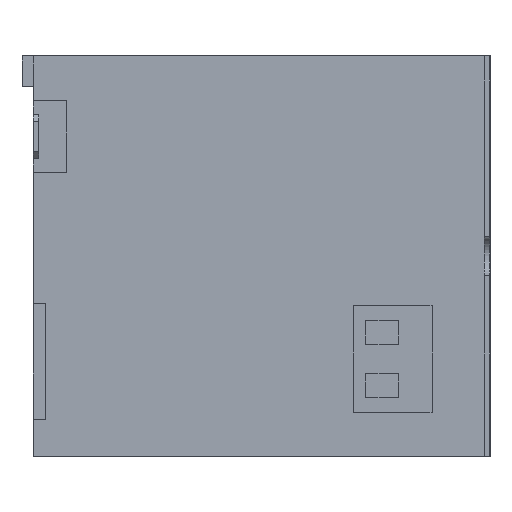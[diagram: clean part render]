
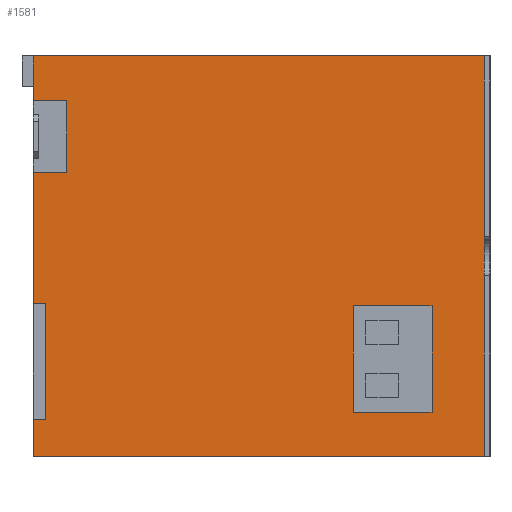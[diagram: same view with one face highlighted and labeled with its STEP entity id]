
A CAD part, left-side view. The second image highlights one B-rep face of the part: STEP entity #1581.
In plain terms, the highlighted planar face has unit normal (-1, 0, 0).
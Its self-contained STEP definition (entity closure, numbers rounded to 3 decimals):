
#17 = CARTESIAN_POINT ( 'NONE',  ( -65.25, 64.6, 28.65 ) ) ;
#41 = VECTOR ( 'NONE', #1034, 1000. ) ;
#76 = CARTESIAN_POINT ( 'NONE',  ( -65.25, 62.8, 11.95 ) ) ;
#112 = CARTESIAN_POINT ( 'NONE',  ( -65.25, 62.8, -23.35 ) ) ;
#121 = CARTESIAN_POINT ( 'NONE',  ( -65.25, 0., 28.65 ) ) ;
#238 = ORIENTED_EDGE ( 'NONE', *, *, #3624, .F. ) ;
#257 = CARTESIAN_POINT ( 'NONE',  ( -65.25, 62.8, -23.35 ) ) ;
#266 = LINE ( 'NONE', #4474, #5457 ) ;
#362 = CARTESIAN_POINT ( 'NONE',  ( -65.25, 7.5, -7.13 ) ) ;
#429 = CARTESIAN_POINT ( 'NONE',  ( -65.25, 7.5, -7.13 ) ) ;
#482 = ORIENTED_EDGE ( 'NONE', *, *, #3384, .F. ) ;
#562 = ORIENTED_EDGE ( 'NONE', *, *, #1437, .F. ) ;
#579 = EDGE_CURVE ( 'Defeature ausgef�hrt1_13+Defeature ausgef�hrt1_117+Defeature ausgef�hrt1_125+Defeature ausgef�hrt1_2', #6532, #2946, #5589, .T. ) ;
#776 = LINE ( 'NONE', #8099, #6965 ) ;
#855 = VERTEX_POINT ( 'NONE', #1964 ) ;
#877 = VECTOR ( 'NONE', #2864, 1000. ) ;
#901 = VECTOR ( 'NONE', #7444, 1000. ) ;
#915 = VECTOR ( 'NONE', #1643, 1000. ) ;
#967 = ORIENTED_EDGE ( 'NONE', *, *, #2349, .T. ) ;
#1034 = DIRECTION ( 'NONE',  ( 0., 1., 0. ) ) ;
#1037 = VERTEX_POINT ( 'NONE', #3523 ) ;
#1292 = EDGE_CURVE ( 'Defeature ausgef�hrt1_13+Defeature ausgef�hrt1_2+Defeature ausgef�hrt1_8+Defeature ausgef�hrt1_123', #7398, #7654, #7881, .T. ) ;
#1368 = ORIENTED_EDGE ( 'NONE', *, *, #8150, .F. ) ;
#1395 = EDGE_CURVE ( 'Defeature ausgef�hrt1_13+Defeature ausgef�hrt1_2+Defeature ausgef�hrt1_102+Defeature ausgef�hrt1_10', #5758, #5210, #3237, .T. ) ;
#1402 = CARTESIAN_POINT ( 'NONE',  ( -65.25, 64.6, -6.85 ) ) ;
#1437 = EDGE_CURVE ( 'Defeature ausgef�hrt1_136+Defeature ausgef�hrt1_13+Defeature ausgef�hrt1_13+Defeature ausgef�hrt1_13', #2929, #4605, #8315, .T. ) ;
#1562 = VECTOR ( 'NONE', #5541, 1000. ) ;
#1581 = ADVANCED_FACE ( 'Defeature ausgef�hrt1_13', ( #6328, #3662 ), #5936, .T. ) ;
#1643 = DIRECTION ( 'NONE',  ( 0., 1., 0. ) ) ;
#1717 = AXIS2_PLACEMENT_3D ( 'NONE', #2417, #5906, #6652 ) ;
#1760 = ORIENTED_EDGE ( 'NONE', *, *, #1395, .T. ) ;
#1882 = CARTESIAN_POINT ( 'NONE',  ( -65.25, 59.8, 11.95 ) ) ;
#1924 = CARTESIAN_POINT ( 'NONE',  ( -65.25, 64.6, -23.35 ) ) ;
#1928 = CARTESIAN_POINT ( 'NONE',  ( -65.25, 64.6, 22.25 ) ) ;
#1964 = CARTESIAN_POINT ( 'NONE',  ( -65.25, 0., 28.65 ) ) ;
#2160 = ORIENTED_EDGE ( 'NONE', *, *, #3245, .F. ) ;
#2343 = CARTESIAN_POINT ( 'NONE',  ( -65.25, 7.5, -22.37 ) ) ;
#2349 = EDGE_CURVE ( 'Defeature ausgef�hrt1_13+Defeature ausgef�hrt1_102+Defeature ausgef�hrt1_105+Defeature ausgef�hrt1_2', #6415, #5758, #8873, .T. ) ;
#2417 = CARTESIAN_POINT ( 'NONE',  ( -65.25, 64.6, 28.65 ) ) ;
#2656 = VERTEX_POINT ( 'NONE', #1402 ) ;
#2736 = ORIENTED_EDGE ( 'NONE', *, *, #3046, .T. ) ;
#2759 = EDGE_CURVE ( 'Defeature ausgef�hrt1_6+Defeature ausgef�hrt1_13+Defeature ausgef�hrt1_8+Defeature ausgef�hrt1_10', #855, #3264, #5875, .T. ) ;
#2818 = EDGE_CURVE ( 'Defeature ausgef�hrt1_13+Defeature ausgef�hrt1_10+Defeature ausgef�hrt1_2+Defeature ausgef�hrt1_6', #5210, #3264, #7642, .T. ) ;
#2864 = DIRECTION ( 'NONE',  ( 0., 0., 1. ) ) ;
#2929 = VERTEX_POINT ( 'NONE', #8650 ) ;
#2946 = VERTEX_POINT ( 'NONE', #8854 ) ;
#2955 = CARTESIAN_POINT ( 'NONE',  ( -65.25, 62.8, 22.25 ) ) ;
#3046 = EDGE_CURVE ( 'NONE', #3838, #3699, #8073, .T. ) ;
#3100 = VERTEX_POINT ( 'NONE', #9013 ) ;
#3237 = LINE ( 'NONE', #4946, #8635 ) ;
#3245 = EDGE_CURVE ( 'Defeature ausgef�hrt1_8+Defeature ausgef�hrt1_13+Defeature ausgef�hrt1_2+Defeature ausgef�hrt1_6', #7398, #855, #8398, .T. ) ;
#3263 = CARTESIAN_POINT ( 'NONE',  ( -65.25, 62.8, -23.35 ) ) ;
#3264 = VERTEX_POINT ( 'NONE', #6219 ) ;
#3301 = VECTOR ( 'NONE', #6424, 1000. ) ;
#3384 = EDGE_CURVE ( 'Defeature ausgef�hrt1_105+Defeature ausgef�hrt1_13+Defeature ausgef�hrt1_102+Defeature ausgef�hrt1_104', #6415, #3100, #3630, .T. ) ;
#3431 = ORIENTED_EDGE ( 'NONE', *, *, #8480, .T. ) ;
#3523 = CARTESIAN_POINT ( 'NONE',  ( -65.25, 59.8, 22.25 ) ) ;
#3580 = DIRECTION ( 'NONE',  ( 0., 1., 0. ) ) ;
#3621 = CARTESIAN_POINT ( 'NONE',  ( -65.25, 64.6, -28.65 ) ) ;
#3624 = EDGE_CURVE ( 'Defeature ausgef�hrt1_104+Defeature ausgef�hrt1_13+Defeature ausgef�hrt1_105+Defeature ausgef�hrt1_2', #3100, #2656, #4278, .T. ) ;
#3630 = LINE ( 'NONE', #112, #877 ) ;
#3662 = FACE_OUTER_BOUND ( 'NONE', #4606, .T. ) ;
#3699 = VERTEX_POINT ( 'NONE', #2343 ) ;
#3831 = ORIENTED_EDGE ( 'NONE', *, *, #9006, .F. ) ;
#3838 = VERTEX_POINT ( 'NONE', #429 ) ;
#3884 = LINE ( 'NONE', #2955, #41 ) ;
#4278 = LINE ( 'NONE', #8479, #3301 ) ;
#4447 = CARTESIAN_POINT ( 'NONE',  ( -65.25, 64.6, -28.65 ) ) ;
#4474 = CARTESIAN_POINT ( 'NONE',  ( -65.25, 7.5, -7.13 ) ) ;
#4541 = VECTOR ( 'NONE', #5702, 1000. ) ;
#4605 = VERTEX_POINT ( 'NONE', #7727 ) ;
#4606 = EDGE_LOOP ( 'NONE', ( #6382, #3831, #7749, #3431, #238, #482, #967, #1760, #5813, #8506, #2160, #6353 ) ) ;
#4652 = DIRECTION ( 'NONE',  ( 0., 0., 1. ) ) ;
#4768 = LINE ( 'NONE', #7029, #8080 ) ;
#4946 = CARTESIAN_POINT ( 'NONE',  ( -65.25, 64.6, 28.65 ) ) ;
#4992 = DIRECTION ( 'NONE',  ( 0., -1., 0. ) ) ;
#5093 = EDGE_LOOP ( 'NONE', ( #562, #6083, #2736, #1368 ) ) ;
#5157 = CARTESIAN_POINT ( 'NONE',  ( -65.25, 18.807, -7.13 ) ) ;
#5210 = VERTEX_POINT ( 'NONE', #4447 ) ;
#5457 = VECTOR ( 'NONE', #5938, 1000. ) ;
#5541 = DIRECTION ( 'NONE',  ( 0., 0., -1. ) ) ;
#5589 = LINE ( 'NONE', #76, #8120 ) ;
#5702 = DIRECTION ( 'NONE',  ( 0., 0., -1. ) ) ;
#5758 = VERTEX_POINT ( 'NONE', #1924 ) ;
#5809 = DIRECTION ( 'NONE',  ( 0., 0., -1. ) ) ;
#5813 = ORIENTED_EDGE ( 'NONE', *, *, #2818, .T. ) ;
#5875 = LINE ( 'NONE', #121, #4541 ) ;
#5906 = DIRECTION ( 'NONE',  ( -1., 0., 0. ) ) ;
#5936 = PLANE ( 'NONE',  #1717 ) ;
#5938 = DIRECTION ( 'NONE',  ( 0., -1., 0. ) ) ;
#6083 = ORIENTED_EDGE ( 'NONE', *, *, #7377, .T. ) ;
#6219 = CARTESIAN_POINT ( 'NONE',  ( -65.25, 0., -28.65 ) ) ;
#6276 = CARTESIAN_POINT ( 'NONE',  ( -65.25, 64.6, 28.65 ) ) ;
#6295 = VECTOR ( 'NONE', #4652, 1000. ) ;
#6301 = VECTOR ( 'NONE', #9109, 1000. ) ;
#6328 = FACE_BOUND ( 'NONE', #5093, .T. ) ;
#6353 = ORIENTED_EDGE ( 'NONE', *, *, #1292, .T. ) ;
#6382 = ORIENTED_EDGE ( 'NONE', *, *, #7280, .F. ) ;
#6415 = VERTEX_POINT ( 'NONE', #3263 ) ;
#6424 = DIRECTION ( 'NONE',  ( 0., 1., 0. ) ) ;
#6444 = VECTOR ( 'NONE', #5809, 1000. ) ;
#6532 = VERTEX_POINT ( 'NONE', #8231 ) ;
#6652 = DIRECTION ( 'NONE',  ( 0., 0., 1. ) ) ;
#6687 = DIRECTION ( 'NONE',  ( 0., 0., -1. ) ) ;
#6965 = VECTOR ( 'NONE', #6687, 1000. ) ;
#7029 = CARTESIAN_POINT ( 'NONE',  ( -65.25, 7.5, -22.37 ) ) ;
#7280 = EDGE_CURVE ( 'Defeature ausgef�hrt1_123+Defeature ausgef�hrt1_13+Defeature ausgef�hrt1_125+Defeature ausgef�hrt1_2', #1037, #7654, #3884, .T. ) ;
#7316 = VECTOR ( 'NONE', #4992, 1000. ) ;
#7377 = EDGE_CURVE ( 'Defeature ausgef�hrt1_13+Defeature ausgef�hrt1_136+Defeature ausgef�hrt1_136+Defeature ausgef�hrt1_136', #2929, #3838, #266, .T. ) ;
#7398 = VERTEX_POINT ( 'NONE', #8741 ) ;
#7444 = DIRECTION ( 'NONE',  ( 0., 0., -1. ) ) ;
#7642 = LINE ( 'NONE', #3621, #7316 ) ;
#7654 = VERTEX_POINT ( 'NONE', #1928 ) ;
#7727 = CARTESIAN_POINT ( 'NONE',  ( -65.25, 18.807, -22.37 ) ) ;
#7731 = LINE ( 'NONE', #1882, #6295 ) ;
#7749 = ORIENTED_EDGE ( 'NONE', *, *, #579, .T. ) ;
#7881 = LINE ( 'NONE', #6276, #1562 ) ;
#8073 = LINE ( 'NONE', #362, #901 ) ;
#8080 = VECTOR ( 'NONE', #9051, 1000. ) ;
#8099 = CARTESIAN_POINT ( 'NONE',  ( -65.25, 64.6, 28.65 ) ) ;
#8120 = VECTOR ( 'NONE', #3580, 1000. ) ;
#8150 = EDGE_CURVE ( 'NONE', #4605, #3699, #4768, .T. ) ;
#8231 = CARTESIAN_POINT ( 'NONE',  ( -65.25, 59.8, 11.95 ) ) ;
#8315 = LINE ( 'NONE', #5157, #6444 ) ;
#8398 = LINE ( 'NONE', #17, #6301 ) ;
#8404 = DIRECTION ( 'NONE',  ( 0., 0., -1. ) ) ;
#8479 = CARTESIAN_POINT ( 'NONE',  ( -65.25, 62.8, -6.85 ) ) ;
#8480 = EDGE_CURVE ( 'Defeature ausgef�hrt1_13+Defeature ausgef�hrt1_2+Defeature ausgef�hrt1_117+Defeature ausgef�hrt1_104', #2946, #2656, #776, .T. ) ;
#8506 = ORIENTED_EDGE ( 'NONE', *, *, #2759, .F. ) ;
#8635 = VECTOR ( 'NONE', #8404, 1000. ) ;
#8650 = CARTESIAN_POINT ( 'NONE',  ( -65.25, 18.807, -7.13 ) ) ;
#8741 = CARTESIAN_POINT ( 'NONE',  ( -65.25, 64.6, 28.65 ) ) ;
#8854 = CARTESIAN_POINT ( 'NONE',  ( -65.25, 64.6, 11.95 ) ) ;
#8873 = LINE ( 'NONE', #257, #915 ) ;
#9006 = EDGE_CURVE ( 'Defeature ausgef�hrt1_125+Defeature ausgef�hrt1_13+Defeature ausgef�hrt1_117+Defeature ausgef�hrt1_123', #6532, #1037, #7731, .T. ) ;
#9013 = CARTESIAN_POINT ( 'NONE',  ( -65.25, 62.8, -6.85 ) ) ;
#9051 = DIRECTION ( 'NONE',  ( 0., -1., 0. ) ) ;
#9109 = DIRECTION ( 'NONE',  ( 0., -1., 0. ) ) ;
